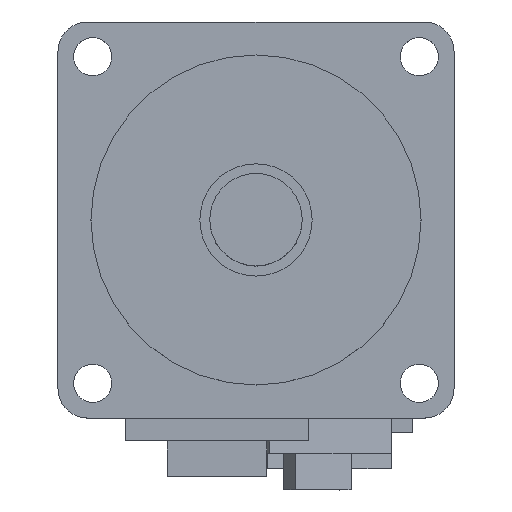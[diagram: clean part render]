
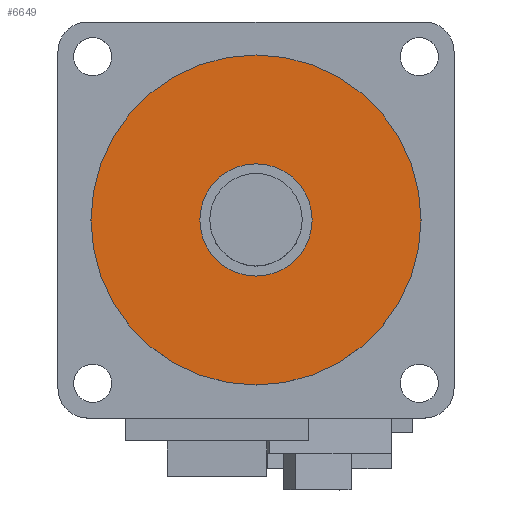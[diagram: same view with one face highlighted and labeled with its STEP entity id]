
A CAD part, top view. The second image highlights one B-rep face of the part: STEP entity #6649.
In plain terms, the highlighted planar face has unit normal (0, 0, 1).
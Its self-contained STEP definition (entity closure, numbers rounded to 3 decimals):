
#2457=CARTESIAN_POINT('',(0.,0.,3.));
#2458=DIRECTION('',(0.,0.,-1.));
#2459=DIRECTION('',(0.,-1.,0.));
#2460=AXIS2_PLACEMENT_3D('',#2457,#2458,#2459);
#2462=CARTESIAN_POINT('',(0.,0.,3.));
#2463=DIRECTION('',(0.,0.,-1.));
#2464=DIRECTION('',(0.,1.,0.));
#2465=AXIS2_PLACEMENT_3D('',#2462,#2463,#2464);
#2467=CARTESIAN_POINT('',(0.,0.,3.));
#2468=DIRECTION('',(0.,0.,1.));
#2469=DIRECTION('',(1.,0.,0.));
#2470=AXIS2_PLACEMENT_3D('',#2467,#2468,#2469);
#2472=CARTESIAN_POINT('',(0.,0.,3.));
#2473=DIRECTION('',(0.,0.,1.));
#2474=DIRECTION('',(-1.,0.,0.));
#2475=AXIS2_PLACEMENT_3D('',#2472,#2473,#2474);
#2623=CARTESIAN_POINT('',(0.,25.,3.));
#2624=VERTEX_POINT('',#2623);
#2625=CARTESIAN_POINT('',(0.,-25.,3.));
#2626=VERTEX_POINT('',#2625);
#3155=CARTESIAN_POINT('',(8.5,0.,3.));
#3156=CARTESIAN_POINT('',(-8.5,0.,3.));
#3157=VERTEX_POINT('',#3155);
#3158=VERTEX_POINT('',#3156);
#6634=CARTESIAN_POINT('',(0.,0.,3.));
#6635=DIRECTION('',(0.,0.,1.));
#6636=DIRECTION('',(0.,1.,0.));
#6637=AXIS2_PLACEMENT_3D('',#6634,#6635,#6636);
#6638=PLANE('',#6637);
#6639=ORIENTED_EDGE('',*,*,#6614,.T.);
#6640=ORIENTED_EDGE('',*,*,#6628,.T.);
#6641=EDGE_LOOP('',(#6639,#6640));
#6642=FACE_OUTER_BOUND('',#6641,.F.);
#6644=ORIENTED_EDGE('',*,*,#6643,.T.);
#6646=ORIENTED_EDGE('',*,*,#6645,.T.);
#6647=EDGE_LOOP('',(#6644,#6646));
#6648=FACE_BOUND('',#6647,.F.);
#6649=ADVANCED_FACE('',(#6642,#6648),#6638,.T.);
#2461=CIRCLE('',#2460,25.);
#2466=CIRCLE('',#2465,25.);
#2471=CIRCLE('',#2470,8.5);
#2476=CIRCLE('',#2475,8.5);
#6614=EDGE_CURVE('',#2626,#2624,#2461,.T.);
#6628=EDGE_CURVE('',#2624,#2626,#2466,.T.);
#6643=EDGE_CURVE('',#3157,#3158,#2471,.T.);
#6645=EDGE_CURVE('',#3158,#3157,#2476,.T.);
